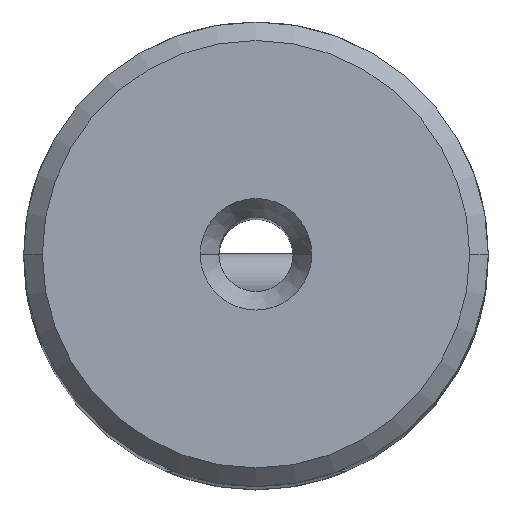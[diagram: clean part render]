
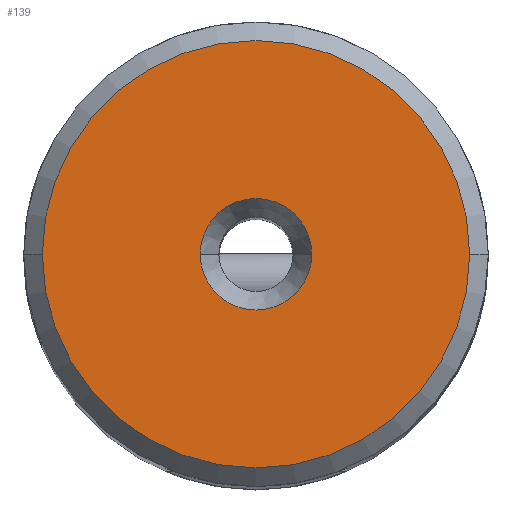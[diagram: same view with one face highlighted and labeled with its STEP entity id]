
A CAD part, top view. The second image highlights one B-rep face of the part: STEP entity #139.
In plain terms, the highlighted planar face has unit normal (0, 0, 1).
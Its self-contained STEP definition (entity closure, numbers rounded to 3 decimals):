
#35=PLANE('',#1632);
#60=FACE_BOUND('',#356,.T.);
#61=FACE_BOUND('',#357,.T.);
#139=ADVANCED_FACE('',(#60,#61),#35,.F.);
#356=EDGE_LOOP('',(#718,#719));
#357=EDGE_LOOP('',(#720,#721));
#472=CIRCLE('',#1589,3.);
#473=CIRCLE('',#1591,11.493);
#496=CIRCLE('',#1629,11.493);
#497=CIRCLE('',#1631,3.);
#718=ORIENTED_EDGE('',*,*,#1199,.F.);
#719=ORIENTED_EDGE('',*,*,#1272,.F.);
#720=ORIENTED_EDGE('',*,*,#1197,.T.);
#721=ORIENTED_EDGE('',*,*,#1273,.T.);
#1042=VERTEX_POINT('',#2452);
#1043=VERTEX_POINT('',#2454);
#1044=VERTEX_POINT('',#2458);
#1045=VERTEX_POINT('',#2459);
#1197=EDGE_CURVE('',#1043,#1042,#472,.T.);
#1199=EDGE_CURVE('',#1044,#1045,#473,.T.);
#1272=EDGE_CURVE('',#1045,#1044,#496,.T.);
#1273=EDGE_CURVE('',#1042,#1043,#497,.T.);
#1589=AXIS2_PLACEMENT_3D('',#2453,#1826,#1827);
#1591=AXIS2_PLACEMENT_3D('',#2457,#1831,#1832);
#1629=AXIS2_PLACEMENT_3D('',#2680,#1931,#1932);
#1631=AXIS2_PLACEMENT_3D('',#2682,#1935,#1936);
#1632=AXIS2_PLACEMENT_3D('',#2683,#1937,#1938);
#1826=DIRECTION('',(0.,0.,-1.));
#1827=DIRECTION('',(-1.,0.,0.));
#1831=DIRECTION('',(0.,0.,-1.));
#1832=DIRECTION('',(-1.,0.,0.));
#1931=DIRECTION('',(0.,0.,-1.));
#1932=DIRECTION('',(-1.,0.,0.));
#1935=DIRECTION('',(0.,0.,-1.));
#1936=DIRECTION('',(-1.,0.,0.));
#1937=DIRECTION('',(0.,0.,-1.));
#1938=DIRECTION('',(1.,0.,0.));
#2452=CARTESIAN_POINT('',(-3.,0.,0.));
#2453=CARTESIAN_POINT('',(0.,0.,0.));
#2454=CARTESIAN_POINT('',(3.,0.,0.));
#2457=CARTESIAN_POINT('',(0.,0.,0.));
#2458=CARTESIAN_POINT('',(-11.493,0.,0.));
#2459=CARTESIAN_POINT('',(11.493,0.,0.));
#2680=CARTESIAN_POINT('',(0.,0.,0.));
#2682=CARTESIAN_POINT('',(0.,0.,0.));
#2683=CARTESIAN_POINT('',(0.,3.,0.));
